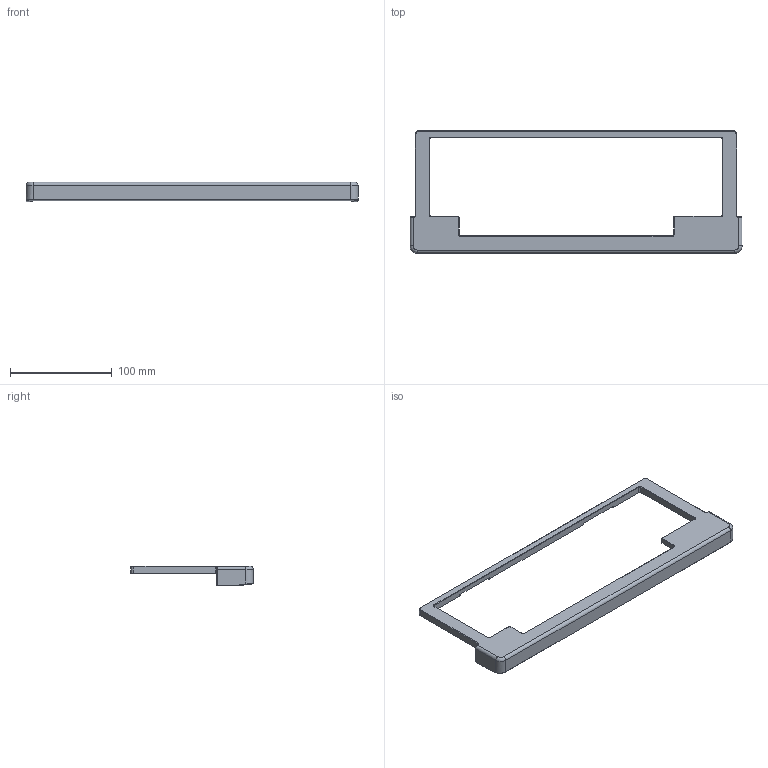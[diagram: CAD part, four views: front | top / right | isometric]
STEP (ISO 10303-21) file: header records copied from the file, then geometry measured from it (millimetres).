
FILE_DESCRIPTION(/* description */ (''),/* implementation_level */ '2;1');
FILE_NAME(/* name */ 'felk60_top_hhkb.step',/* time_stamp */ '2024-03-23T18:08:25+01:00',/* author */ (''),/* organization */ (''),/* preprocessor_version */ 'ST-DEVELOPER v20',/* originating_system */ 'Autodesk Translation Framework v12.20.1.177',/* authorisation */ '');
FILE_SCHEMA (('AUTOMOTIVE_DESIGN { 1 0 10303 214 3 1 1 }'));
Length unit declared in the file: millimetre
Products named in the file (1): felk60_pc
Bounding box: 325.7 x 119.95 x 19.2 mm (x, y, z)
Volume: 116671.7 mm3; surface area: 43049.9 mm2
Topology: 1 solids, 1 shells, 144 faces, 362 edges, 224 vertices
Faces by surface type: plane 75, cylinder 43, cone 16, bspline 8, torus 2
Full cylindrical faces by diameter (mm): 2.529 x4
Entity records: 4445 total; most frequent: CARTESIAN_POINT 935, ORIENTED_EDGE 724, DIRECTION 720, EDGE_CURVE 362, LINE 246, VECTOR 246, AXIS2_PLACEMENT_3D 237, VERTEX_POINT 224
